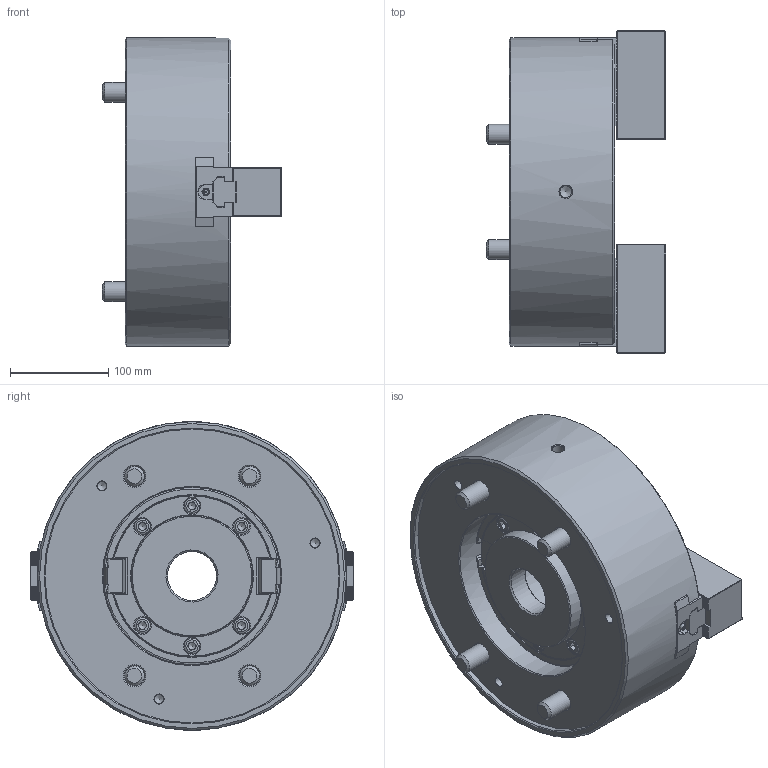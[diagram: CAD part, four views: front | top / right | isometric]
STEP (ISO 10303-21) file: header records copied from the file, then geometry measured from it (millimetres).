
FILE_DESCRIPTION(/* description */ ('Unknown'),/* implementation_level */ '2;1');
FILE_NAME(/* name */ 'BBT212-Solid',/* time_stamp */ '2019-08-13T15:33:23+01:00',/* author */ ('Unknown'),/* organization */ ('Unknown'),/* preprocessor_version */ 'ST-DEVELOPER v16.7',/* originating_system */ 'DEX',/* authorisation */ $);
FILE_SCHEMA (('AUTOMOTIVE_DESIGN {1 0 10303 214 3 1 1}'));
Products named in the file (1): BBT212-Solid
Bounding box: 182.7 x 328.95 x 315 mm (x, y, z)
Volume: 7238837.5 mm3; surface area: 610625.4 mm2
Topology: 1 solids, 22 shells, 3047 faces, 10584 edges, 6581 vertices
Faces by surface type: plane 2462, cylinder 256, cone 214, bspline 61, torus 42, sphere 12
Full cylindrical faces by diameter (mm): 2 x2, 3 x2, 3.8 x18, 4.917 x3, 5.188 x4, 6 x14, 6.6 x4, 8.5 x6, 9 x3, 10 x21, 10.5 x4, 11 x10, 12 x2, 12.5 x2, 14 x4, 16 x18, 17 x10, 20 x8, 21 x4, 24 x4, 25 x4, 30 x4, 32 x4, 50 x1, 106 x2, 109 x2, 116 x1, 124 x2, 181 x1, 300 x1
Entity records: 131567 total; most frequent: CARTESIAN_POINT 21482, ORIENTED_EDGE 19950, DIRECTION 16566, EDGE_CURVE 9975, LINE 8572, VECTOR 8572, VERTEX_POINT 6405, AXIS2_PLACEMENT_3D 3997
